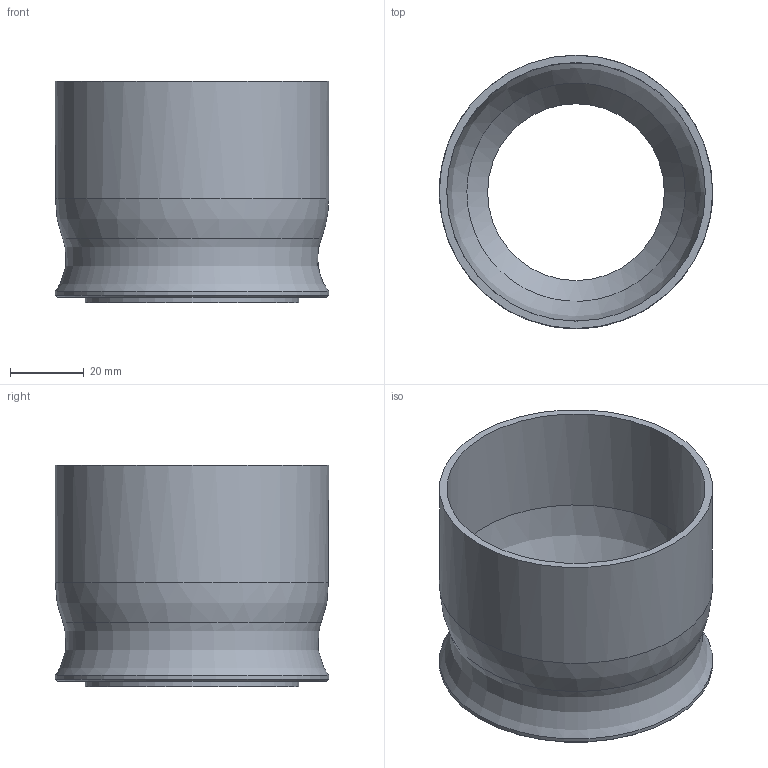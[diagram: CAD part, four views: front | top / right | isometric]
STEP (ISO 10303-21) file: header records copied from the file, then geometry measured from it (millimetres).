
FILE_DESCRIPTION(('Open CASCADE Model'),'2;1');
FILE_NAME('Open CASCADE Shape Model','2024-02-25T22:35:58',('Author'),( 'Open CASCADE'),'Open CASCADE STEP processor 7.7','Open CASCADE 7.7' ,'Unknown');
FILE_SCHEMA(('AUTOMOTIVE_DESIGN { 1 0 10303 214 1 1 1 1 }'));
Length unit declared in the file: millimetre
Products named in the file (1): Open CASCADE STEP translator 7.7 1
Bounding box: 74.2 x 74.2 x 60 mm (x, y, z)
Volume: 41270.5 mm3; surface area: 30310.3 mm2
Topology: 1 solids, 1 shells, 14 faces, 25 edges, 14 vertices
Faces by surface type: cylinder 5, plane 3, cone 2, bspline 2, torus 2
Full cylindrical faces by diameter (mm): 48 x1, 58 x1, 70.2 x1, 74.2 x2
Entity records: 912 total; most frequent: CARTESIAN_POINT 382, DIRECTION 99, ORIENTED_EDGE 50, PCURVE 50, DEFINITIONAL_REPRESENTATION 50, LINE 43, VECTOR 43, AXIS2_PLACEMENT_3D 25
